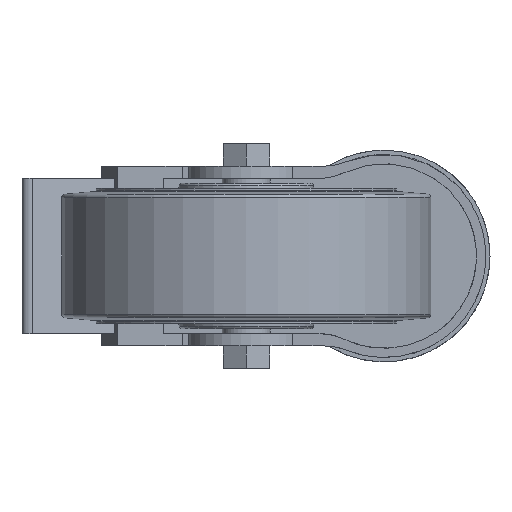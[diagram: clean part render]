
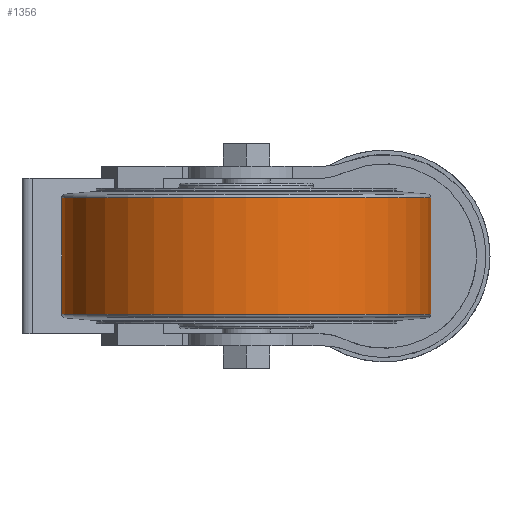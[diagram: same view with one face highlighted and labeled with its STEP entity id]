
A CAD part, front view. The second image highlights one B-rep face of the part: STEP entity #1356.
In plain terms, the highlighted cylindrical face has radius 37.5 mm (diameter 75 mm), a full revolution.
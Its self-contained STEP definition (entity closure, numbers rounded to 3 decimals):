
#562=ORIENTED_EDGE('',*,*,#794,.T.);
#563=ORIENTED_EDGE('',*,*,#793,.F.);
#793=EDGE_CURVE('',#933,#933,#1003,.T.);
#794=EDGE_CURVE('',#934,#934,#1004,.T.);
#933=VERTEX_POINT('',#2247);
#934=VERTEX_POINT('',#2250);
#1003=CIRCLE('',#1497,37.5);
#1004=CIRCLE('',#1499,37.5);
#1104=EDGE_LOOP('',(#562));
#1105=EDGE_LOOP('',(#563));
#1232=FACE_BOUND('',#1104,.T.);
#1233=FACE_BOUND('',#1105,.T.);
#1295=CYLINDRICAL_SURFACE('',#1498,37.5);
#1356=ADVANCED_FACE('',(#1232,#1233),#1295,.T.);
#1497=AXIS2_PLACEMENT_3D('',#2246,#1835,#1836);
#1498=AXIS2_PLACEMENT_3D('',#2248,#1837,#1838);
#1499=AXIS2_PLACEMENT_3D('',#2249,#1839,#1840);
#1835=DIRECTION('',(0.,0.,-1.));
#1836=DIRECTION('',(-1.,0.,0.));
#1837=DIRECTION('',(0.,0.,-1.));
#1838=DIRECTION('',(-1.,0.,0.));
#1839=DIRECTION('',(0.,0.,-1.));
#1840=DIRECTION('',(-1.,0.,0.));
#2246=CARTESIAN_POINT('',(0.,0.,-11.813));
#2247=CARTESIAN_POINT('',(-37.5,0.,-11.813));
#2248=CARTESIAN_POINT('',(0.,0.,-14.75));
#2249=CARTESIAN_POINT('',(0.,0.,11.813));
#2250=CARTESIAN_POINT('',(-37.5,0.,11.813));
